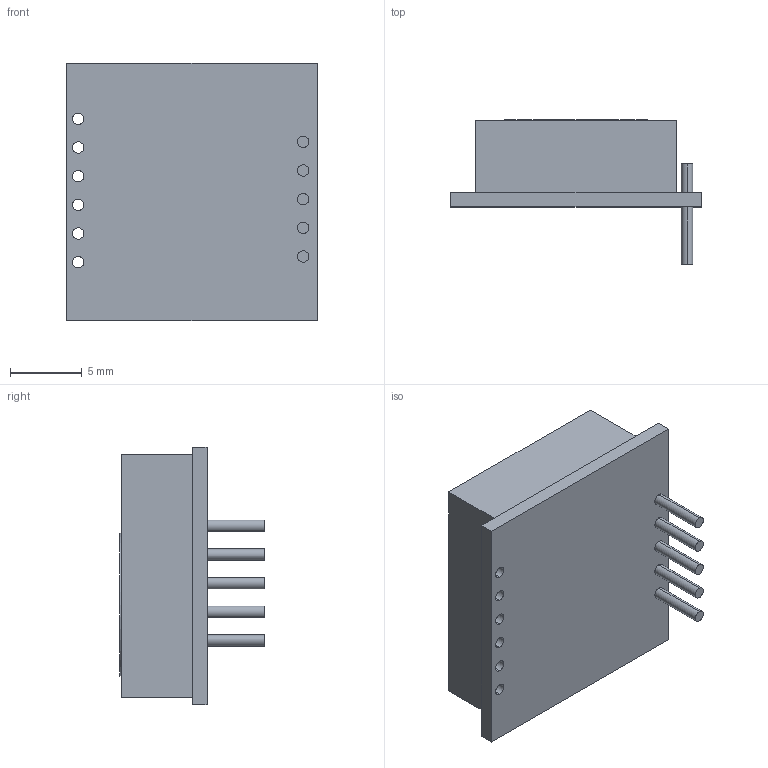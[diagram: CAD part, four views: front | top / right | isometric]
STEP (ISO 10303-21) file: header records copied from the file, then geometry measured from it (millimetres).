
FILE_DESCRIPTION (( 'STEP AP214' ), '1' );
FILE_NAME ('ZE-25-O3_Sensor.STEP', '2021-08-23T19:16:16', ( '' ), ( '' ), 'SwSTEP 2.0', 'SolidWorks 2020', '' );
FILE_SCHEMA (( 'AUTOMOTIVE_DESIGN' ));
Length unit declared in the file: millimetre
Products named in the file (1): ZE-25-O3_Sensor
Bounding box: 17.5 x 10.1 x 18 mm (x, y, z)
Volume: 1493.5 mm3; surface area: 1161.4 mm2
Topology: 1 solids, 1 shells, 62 faces, 138 edges, 92 vertices
Faces by surface type: cylinder 38, plane 24
Entity records: 2498 total; most frequent: DIRECTION 340, CARTESIAN_POINT 293, ORIENTED_EDGE 276, AXIS2_PLACEMENT_3D 139, EDGE_CURVE 138, VERTEX_POINT 92, EDGE_LOOP 88, CIRCLE 76
